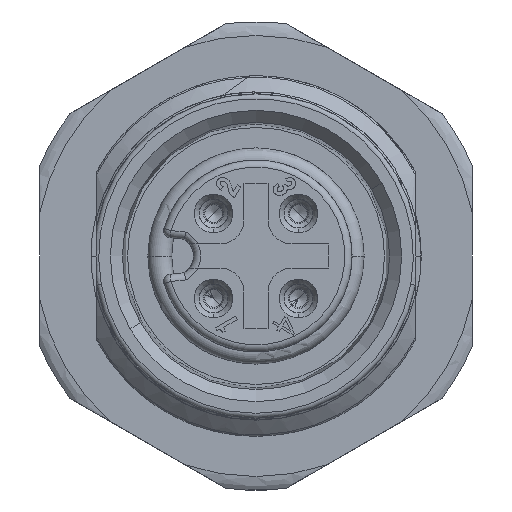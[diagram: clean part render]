
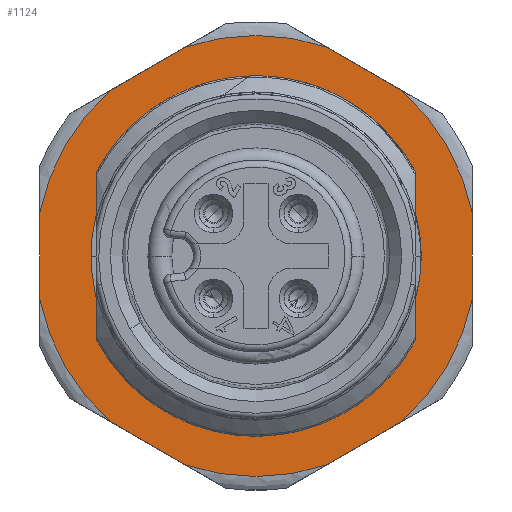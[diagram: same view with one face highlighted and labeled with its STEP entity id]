
A CAD part, front view. The second image highlights one B-rep face of the part: STEP entity #1124.
In plain terms, the highlighted planar face has unit normal (0, -1, 0).
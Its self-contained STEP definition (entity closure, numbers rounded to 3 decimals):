
#38=FACE_BOUND('',#1906,.T.);
#39=FACE_BOUND('',#1907,.T.);
#314=PLANE('',#6805);
#423=LINE('',#9152,#755);
#427=LINE('',#9161,#759);
#431=LINE('',#9170,#763);
#435=LINE('',#9179,#767);
#439=LINE('',#9188,#771);
#442=LINE('',#9195,#774);
#453=LINE('',#10791,#785);
#454=LINE('',#10797,#786);
#455=LINE('',#10801,#787);
#755=VECTOR('',#7448,1.);
#759=VECTOR('',#7458,1.);
#763=VECTOR('',#7468,1.);
#767=VECTOR('',#7478,1.);
#771=VECTOR('',#7488,1.);
#774=VECTOR('',#7497,1.);
#785=VECTOR('',#7542,1.);
#786=VECTOR('',#7543,1.);
#787=VECTOR('',#7546,1.);
#1124=ADVANCED_FACE('',(#38,#39),#314,.T.);
#1906=EDGE_LOOP('',(#2743,#2744,#2745,#2746,#2747,#2748,#2749,#2750));
#1907=EDGE_LOOP('',(#2751,#2752,#2753,#2754,#2755,#2756,#2757,#2758,#2759,
#2760,#2761,#2762));
#2267=CIRCLE('',#6751,9.18);
#2268=CIRCLE('',#6753,9.18);
#2270=CIRCLE('',#6756,9.18);
#2272=CIRCLE('',#6759,9.18);
#2274=CIRCLE('',#6762,9.18);
#2276=CIRCLE('',#6765,9.18);
#2288=CIRCLE('',#6803,6.88);
#2289=CIRCLE('',#6804,6.88);
#2743=ORIENTED_EDGE('',*,*,#5435,.F.);
#2744=ORIENTED_EDGE('',*,*,#5436,.T.);
#2745=ORIENTED_EDGE('',*,*,#5367,.T.);
#2746=ORIENTED_EDGE('',*,*,#5437,.T.);
#2747=ORIENTED_EDGE('',*,*,#5438,.T.);
#2748=ORIENTED_EDGE('',*,*,#5439,.F.);
#2749=ORIENTED_EDGE('',*,*,#5440,.T.);
#2750=ORIENTED_EDGE('',*,*,#5379,.T.);
#2751=ORIENTED_EDGE('',*,*,#5360,.T.);
#2752=ORIENTED_EDGE('',*,*,#5320,.F.);
#2753=ORIENTED_EDGE('',*,*,#5336,.T.);
#2754=ORIENTED_EDGE('',*,*,#5316,.F.);
#2755=ORIENTED_EDGE('',*,*,#5341,.T.);
#2756=ORIENTED_EDGE('',*,*,#5313,.T.);
#2757=ORIENTED_EDGE('',*,*,#5346,.T.);
#2758=ORIENTED_EDGE('',*,*,#5308,.F.);
#2759=ORIENTED_EDGE('',*,*,#5351,.T.);
#2760=ORIENTED_EDGE('',*,*,#5304,.F.);
#2761=ORIENTED_EDGE('',*,*,#5356,.T.);
#2762=ORIENTED_EDGE('',*,*,#5303,.T.);
#4630=VERTEX_POINT('',#9028);
#4632=VERTEX_POINT('',#9035);
#4633=VERTEX_POINT('',#9039);
#4634=VERTEX_POINT('',#9040);
#4637=VERTEX_POINT('',#9054);
#4638=VERTEX_POINT('',#9055);
#4641=VERTEX_POINT('',#9072);
#4643=VERTEX_POINT('',#9075);
#4645=VERTEX_POINT('',#9084);
#4646=VERTEX_POINT('',#9085);
#4649=VERTEX_POINT('',#9099);
#4650=VERTEX_POINT('',#9100);
#4675=VERTEX_POINT('',#9213);
#4677=VERTEX_POINT('',#9237);
#4685=VERTEX_POINT('',#9363);
#4689=VERTEX_POINT('',#9394);
#4726=VERTEX_POINT('',#10790);
#4727=VERTEX_POINT('',#10796);
#4728=VERTEX_POINT('',#10798);
#4729=VERTEX_POINT('',#10800);
#5303=EDGE_CURVE('',#4630,#4632,#2267,.T.);
#5304=EDGE_CURVE('',#4633,#4634,#2268,.T.);
#5308=EDGE_CURVE('',#4637,#4638,#2270,.T.);
#5313=EDGE_CURVE('',#4643,#4641,#2272,.T.);
#5316=EDGE_CURVE('',#4645,#4646,#2274,.T.);
#5320=EDGE_CURVE('',#4649,#4650,#2276,.T.);
#5336=EDGE_CURVE('',#4649,#4646,#423,.T.);
#5341=EDGE_CURVE('',#4645,#4643,#427,.T.);
#5346=EDGE_CURVE('',#4641,#4638,#431,.T.);
#5351=EDGE_CURVE('',#4637,#4634,#435,.T.);
#5356=EDGE_CURVE('',#4633,#4630,#439,.T.);
#5360=EDGE_CURVE('',#4632,#4650,#442,.T.);
#5367=EDGE_CURVE('',#4675,#4677,#6355,.T.);
#5379=EDGE_CURVE('',#4685,#4689,#6367,.T.);
#5435=EDGE_CURVE('',#4726,#4689,#2288,.T.);
#5436=EDGE_CURVE('',#4726,#4675,#453,.T.);
#5437=EDGE_CURVE('',#4677,#4727,#6413,.T.);
#5438=EDGE_CURVE('',#4727,#4728,#454,.T.);
#5439=EDGE_CURVE('',#4729,#4728,#2289,.T.);
#5440=EDGE_CURVE('',#4729,#4685,#455,.T.);
#6355=B_SPLINE_CURVE_WITH_KNOTS('',3,(#9238,#9239,#9240,#9241,#9242,#9243),
 .UNSPECIFIED.,.F.,.F.,(4,2,4),(0.,0.5,1.),.UNSPECIFIED.);
#6367=B_SPLINE_CURVE_WITH_KNOTS('',3,(#9395,#9396,#9397,#9398,#9399,#9400),
 .UNSPECIFIED.,.F.,.F.,(4,2,4),(0.,0.5,1.),.UNSPECIFIED.);
#6413=B_SPLINE_CURVE_WITH_KNOTS('',3,(#10792,#10793,#10794,#10795),
 .UNSPECIFIED.,.F.,.F.,(4,4),(0.,1.),.UNSPECIFIED.);
#6751=AXIS2_PLACEMENT_3D('',#9036,#7400,#7401);
#6753=AXIS2_PLACEMENT_3D('',#9038,#7404,#7405);
#6756=AXIS2_PLACEMENT_3D('',#9053,#7410,#7411);
#6759=AXIS2_PLACEMENT_3D('',#9074,#7416,#7417);
#6762=AXIS2_PLACEMENT_3D('',#9083,#7422,#7423);
#6765=AXIS2_PLACEMENT_3D('',#9098,#7428,#7429);
#6803=AXIS2_PLACEMENT_3D('',#10789,#7540,#7541);
#6804=AXIS2_PLACEMENT_3D('',#10799,#7544,#7545);
#6805=AXIS2_PLACEMENT_3D('',#10802,#7547,#7548);
#7400=DIRECTION('',(0.,-1.,0.));
#7401=DIRECTION('',(0.32,0.,0.948));
#7404=DIRECTION('',(0.,1.,0.));
#7405=DIRECTION('',(0.661,0.,0.751));
#7410=DIRECTION('',(0.,1.,0.));
#7411=DIRECTION('',(0.98,0.,-0.197));
#7416=DIRECTION('',(0.,-1.,0.));
#7417=DIRECTION('',(-0.32,0.,-0.948));
#7422=DIRECTION('',(0.,1.,0.));
#7423=DIRECTION('',(-0.661,0.,-0.751));
#7428=DIRECTION('',(0.,1.,0.));
#7429=DIRECTION('',(-0.98,0.,0.197));
#7448=DIRECTION('',(0.,0.,-1.));
#7458=DIRECTION('',(0.866,0.,-0.5));
#7468=DIRECTION('',(0.866,0.,0.5));
#7478=DIRECTION('',(0.,0.,1.));
#7488=DIRECTION('',(-0.866,0.,0.5));
#7497=DIRECTION('',(-0.866,0.,-0.5));
#7540=DIRECTION('',(0.,-1.,0.));
#7541=DIRECTION('',(-0.964,0.,0.265));
#7542=DIRECTION('',(0.009,0.,1.));
#7543=DIRECTION('',(0.009,0.,-1.));
#7544=DIRECTION('',(0.,-1.,0.));
#7545=DIRECTION('',(0.964,0.,-0.265));
#7546=DIRECTION('',(-0.009,0.,-1.));
#7547=DIRECTION('',(0.,-1.,0.));
#7548=DIRECTION('',(0.866,0.,-0.5));
#9028=CARTESIAN_POINT('',(2.933,-4.7,8.699));
#9035=CARTESIAN_POINT('',(-2.933,-4.7,8.699));
#9036=CARTESIAN_POINT('',(0.,-4.7,0.));
#9038=CARTESIAN_POINT('',(0.,-4.7,0.));
#9039=CARTESIAN_POINT('',(6.067,-4.7,6.89));
#9040=CARTESIAN_POINT('',(9.,-4.7,1.809));
#9053=CARTESIAN_POINT('',(0.,-4.7,0.));
#9054=CARTESIAN_POINT('',(9.,-4.7,-1.809));
#9055=CARTESIAN_POINT('',(6.067,-4.7,-6.89));
#9072=CARTESIAN_POINT('',(2.933,-4.7,-8.699));
#9074=CARTESIAN_POINT('',(0.,-4.7,0.));
#9075=CARTESIAN_POINT('',(-2.933,-4.7,-8.699));
#9083=CARTESIAN_POINT('',(0.,-4.7,0.));
#9084=CARTESIAN_POINT('',(-6.067,-4.7,-6.89));
#9085=CARTESIAN_POINT('',(-9.,-4.7,-1.809));
#9098=CARTESIAN_POINT('',(0.,-4.7,0.));
#9099=CARTESIAN_POINT('',(-9.,-4.7,1.809));
#9100=CARTESIAN_POINT('',(-6.067,-4.7,6.89));
#9152=CARTESIAN_POINT('',(-9.,-4.7,1.809));
#9161=CARTESIAN_POINT('',(-6.067,-4.7,-6.89));
#9170=CARTESIAN_POINT('',(2.933,-4.7,-8.699));
#9179=CARTESIAN_POINT('',(9.,-4.7,-1.809));
#9188=CARTESIAN_POINT('',(6.067,-4.7,6.89));
#9195=CARTESIAN_POINT('',(-2.933,-4.7,8.699));
#9213=CARTESIAN_POINT('',(-6.632,-4.7,2.031));
#9237=CARTESIAN_POINT('',(4.41,-4.7,6.));
#9238=CARTESIAN_POINT('',(-6.632,-4.7,2.031));
#9239=CARTESIAN_POINT('',(-6.059,-4.7,4.198));
#9240=CARTESIAN_POINT('',(-4.393,-4.7,6.042));
#9241=CARTESIAN_POINT('',(-0.072,-4.7,7.633));
#9242=CARTESIAN_POINT('',(2.464,-4.7,7.326));
#9243=CARTESIAN_POINT('',(4.41,-4.7,6.));
#9363=CARTESIAN_POINT('',(6.622,-4.7,-3.188));
#9394=CARTESIAN_POINT('',(-4.077,-4.7,-5.542));
#9395=CARTESIAN_POINT('',(6.622,-4.7,-3.188));
#9396=CARTESIAN_POINT('',(5.624,-4.7,-5.081));
#9397=CARTESIAN_POINT('',(3.785,-4.7,-6.464));
#9398=CARTESIAN_POINT('',(-0.298,-4.7,-7.334));
#9399=CARTESIAN_POINT('',(-2.478,-4.7,-6.817));
#9400=CARTESIAN_POINT('',(-4.077,-4.7,-5.542));
#10789=CARTESIAN_POINT('',(0.,-4.7,0.));
#10790=CARTESIAN_POINT('',(-6.634,-4.7,1.823));
#10791=CARTESIAN_POINT('',(-6.634,-4.7,1.823));
#10792=CARTESIAN_POINT('',(4.41,-4.7,6.));
#10793=CARTESIAN_POINT('',(5.267,-4.7,5.417));
#10794=CARTESIAN_POINT('',(6.073,-4.7,4.543));
#10795=CARTESIAN_POINT('',(6.619,-4.7,3.525));
#10796=CARTESIAN_POINT('',(6.619,-4.7,3.525));
#10797=CARTESIAN_POINT('',(6.619,-4.7,3.525));
#10798=CARTESIAN_POINT('',(6.634,-4.7,1.823));
#10799=CARTESIAN_POINT('',(0.,-4.7,0.));
#10800=CARTESIAN_POINT('',(6.634,-4.7,-1.823));
#10801=CARTESIAN_POINT('',(6.634,-4.7,-1.823));
#10802=CARTESIAN_POINT('',(0.,-4.7,0.));
